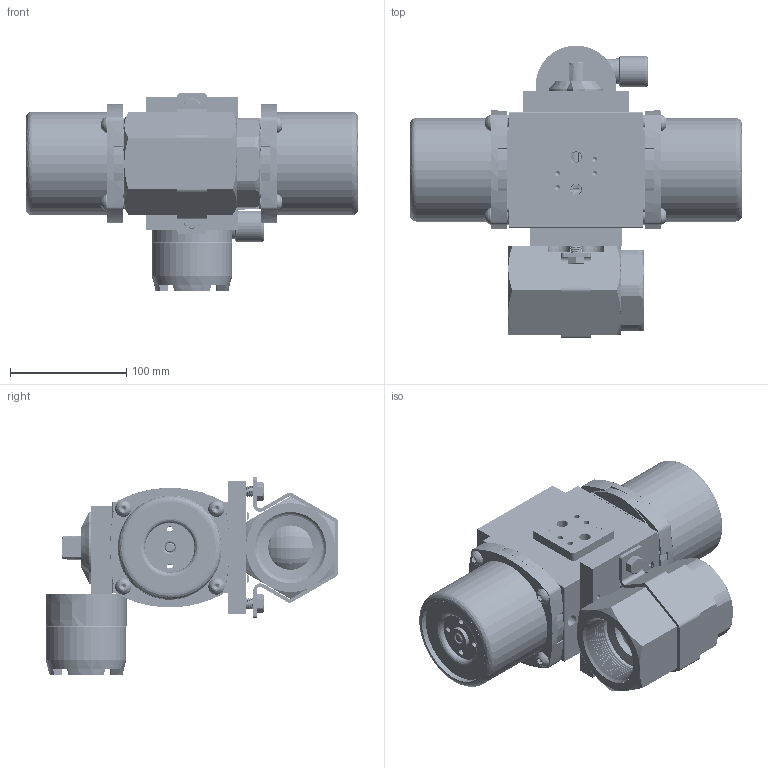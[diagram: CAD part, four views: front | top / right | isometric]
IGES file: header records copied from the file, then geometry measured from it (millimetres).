
Start section: SolidWorks IGES file using analytic representation for surfaces
Global section: file name: 832XXA522SRLS.igs; native system: SolidWorks 2017; preprocessor: SolidWorks 2017; author: ryanm; date: 180604.082134; units: inch
Bounding box: 285.09 x 251.41 x 169.5 mm (x, y, z)
Surface area: 583994.3 mm2 (no closed solid volume)
Topology: 0 solids, 0 shells, 4526 faces, 58003 edges, 57880 vertices
Faces by surface type: revolution 3496, bspline 1030
